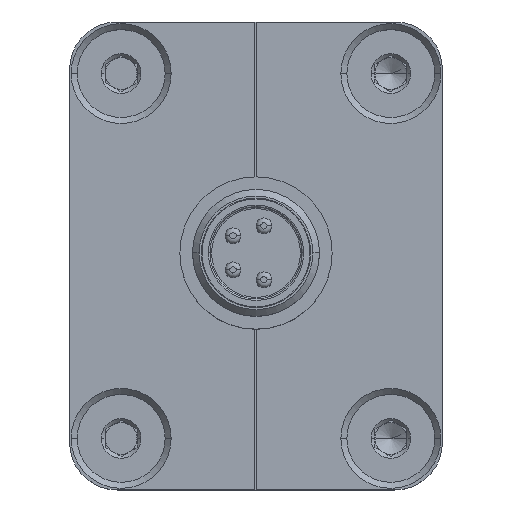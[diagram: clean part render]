
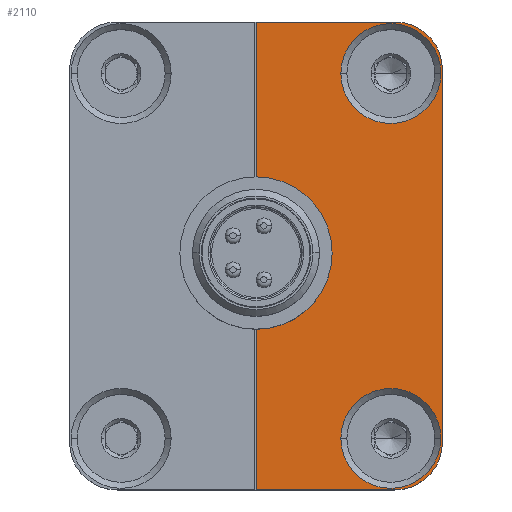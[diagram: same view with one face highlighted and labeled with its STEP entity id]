
A CAD part, top view. The second image highlights one B-rep face of the part: STEP entity #2110.
In plain terms, the highlighted face is planar.
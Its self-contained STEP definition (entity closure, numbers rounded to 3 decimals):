
#2014=CARTESIAN_POINT('',(8.75,-11.75,-54.));
#2015=DIRECTION('',(0.,0.,1.));
#2016=DIRECTION('',(1.,0.,0.));
#2017=AXIS2_PLACEMENT_3D('',#2014,#2015,#2016);
#2018=PLANE('',#2017);
#2019=CARTESIAN_POINT('',(11.65,-11.5,-54.));
#2020=VERTEX_POINT('',#2019);
#2021=CARTESIAN_POINT('',(8.5,-11.5,-54.));
#2022=DIRECTION('',(-0.,-0.,1.));
#2023=DIRECTION('',(1.,0.,0.));
#2024=AXIS2_PLACEMENT_3D('',#2021,#2022,#2023);
#2025=CIRCLE('',#2024,3.15);
#2026=EDGE_CURVE('',#2020,#2020,#2025,.T.);
#2027=ORIENTED_EDGE('',*,*,#2026,.T.);
#2028=EDGE_LOOP('',(#2027));
#2029=FACE_BOUND('',#2028,.T.);
#2030=CARTESIAN_POINT('',(11.65,11.5,-54.));
#2031=VERTEX_POINT('',#2030);
#2032=CARTESIAN_POINT('',(8.5,11.5,-54.));
#2033=DIRECTION('',(-0.,-0.,1.));
#2034=DIRECTION('',(1.,0.,0.));
#2035=AXIS2_PLACEMENT_3D('',#2032,#2033,#2034);
#2036=CIRCLE('',#2035,3.15);
#2037=EDGE_CURVE('',#2031,#2031,#2036,.T.);
#2038=ORIENTED_EDGE('',*,*,#2037,.T.);
#2039=EDGE_LOOP('',(#2038));
#2040=FACE_BOUND('',#2039,.T.);
#2041=CARTESIAN_POINT('',(-0.,2.25,-54.));
#2042=VERTEX_POINT('',#2041);
#2043=CARTESIAN_POINT('',(-0.,-2.25,-54.));
#2044=VERTEX_POINT('',#2043);
#2045=CARTESIAN_POINT('',(0.,0.,-54.));
#2046=DIRECTION('',(-0.,-0.,-1.));
#2047=DIRECTION('',(-1.,0.,0.));
#2048=AXIS2_PLACEMENT_3D('',#2045,#2046,#2047);
#2049=CIRCLE('',#2048,2.25);
#2050=EDGE_CURVE('',#2042,#2044,#2049,.T.);
#2051=ORIENTED_EDGE('',*,*,#2050,.F.);
#2052=CARTESIAN_POINT('',(0.,14.75,-54.));
#2053=VERTEX_POINT('',#2052);
#2054=CARTESIAN_POINT('',(0.,12346.5,-54.));
#2055=DIRECTION('',(0.,-1.,0.));
#2056=VECTOR('',#2055,24690.);
#2057=LINE('',#2054,#2056);
#2058=EDGE_CURVE('',#2053,#2042,#2057,.T.);
#2059=ORIENTED_EDGE('',*,*,#2058,.F.);
#2060=CARTESIAN_POINT('',(8.75,14.75,-54.));
#2061=VERTEX_POINT('',#2060);
#2062=CARTESIAN_POINT('',(12349.375,14.75,-54.));
#2063=DIRECTION('',(-1.,0.,0.));
#2064=VECTOR('',#2063,24690.);
#2065=LINE('',#2062,#2064);
#2066=EDGE_CURVE('',#2061,#2053,#2065,.T.);
#2067=ORIENTED_EDGE('',*,*,#2066,.F.);
#2068=CARTESIAN_POINT('',(11.75,11.75,-54.));
#2069=VERTEX_POINT('',#2068);
#2070=CARTESIAN_POINT('',(8.75,11.75,-54.));
#2071=DIRECTION('',(0.,0.,1.));
#2072=DIRECTION('',(1.,0.,-0.));
#2073=AXIS2_PLACEMENT_3D('',#2070,#2071,#2072);
#2074=CIRCLE('',#2073,3.);
#2075=EDGE_CURVE('',#2069,#2061,#2074,.T.);
#2076=ORIENTED_EDGE('',*,*,#2075,.F.);
#2077=CARTESIAN_POINT('',(11.75,-11.75,-54.));
#2078=VERTEX_POINT('',#2077);
#2079=CARTESIAN_POINT('',(11.75,-12356.75,-54.));
#2080=DIRECTION('',(0.,1.,0.));
#2081=VECTOR('',#2080,24690.);
#2082=LINE('',#2079,#2081);
#2083=EDGE_CURVE('',#2078,#2069,#2082,.T.);
#2084=ORIENTED_EDGE('',*,*,#2083,.F.);
#2085=CARTESIAN_POINT('',(8.75,-14.75,-54.));
#2086=VERTEX_POINT('',#2085);
#2087=CARTESIAN_POINT('',(8.75,-11.75,-54.));
#2088=DIRECTION('',(0.,0.,1.));
#2089=DIRECTION('',(1.,0.,-0.));
#2090=AXIS2_PLACEMENT_3D('',#2087,#2088,#2089);
#2091=CIRCLE('',#2090,3.);
#2092=EDGE_CURVE('',#2086,#2078,#2091,.T.);
#2093=ORIENTED_EDGE('',*,*,#2092,.F.);
#2094=CARTESIAN_POINT('',(0.,-14.75,-54.));
#2095=VERTEX_POINT('',#2094);
#2096=CARTESIAN_POINT('',(-12345.,-14.75,-54.));
#2097=DIRECTION('',(1.,0.,-0.));
#2098=VECTOR('',#2097,24690.);
#2099=LINE('',#2096,#2098);
#2100=EDGE_CURVE('',#2095,#2086,#2099,.T.);
#2101=ORIENTED_EDGE('',*,*,#2100,.F.);
#2102=CARTESIAN_POINT('',(0.,12346.5,-54.));
#2103=DIRECTION('',(0.,-1.,0.));
#2104=VECTOR('',#2103,24690.);
#2105=LINE('',#2102,#2104);
#2106=EDGE_CURVE('',#2044,#2095,#2105,.T.);
#2107=ORIENTED_EDGE('',*,*,#2106,.F.);
#2108=EDGE_LOOP('',(#2051,#2059,#2067,#2076,#2084,#2093,#2101,#2107));
#2109=FACE_BOUND('',#2108,.T.);
#2110=ADVANCED_FACE('',(#2029,#2040,#2109),#2018,.F.);
